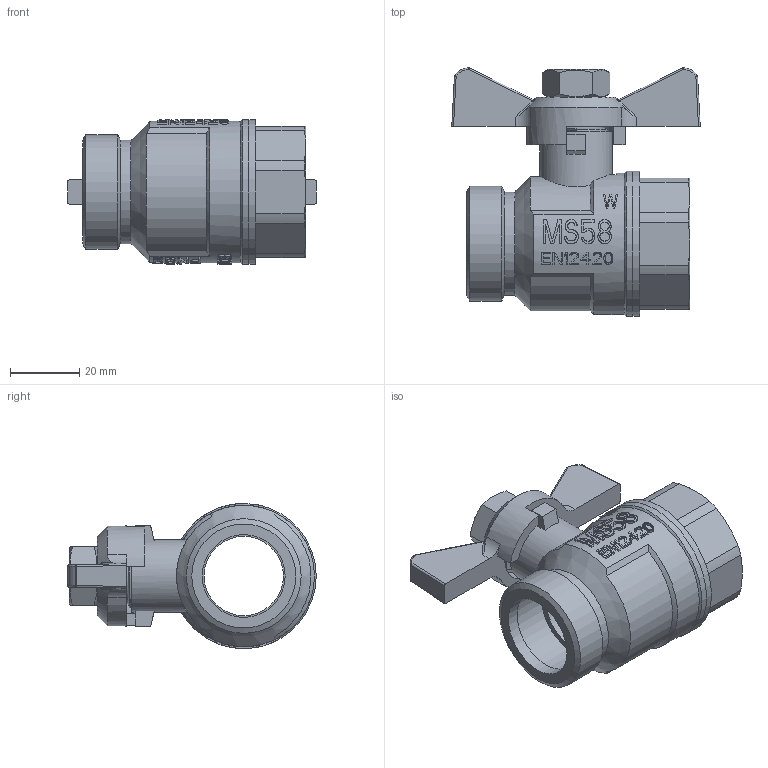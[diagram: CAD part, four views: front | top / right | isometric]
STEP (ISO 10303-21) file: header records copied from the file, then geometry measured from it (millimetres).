
FILE_DESCRIPTION(/* description */ ('Unknown'),/* implementation_level */ '2;1');
FILE_NAME(/* name */ '707-66',/* time_stamp */ '2022-06-30T12:40:00+02:00',/* author */ ('Unknown'),/* organization */ ('Unknown'),/* preprocessor_version */ 'ST-DEVELOPER v16.7',/* originating_system */ 'Solid Edge',/* authorisation */ 'Unknown');
FILE_SCHEMA (('AUTOMOTIVE_DESIGN {1 0 10303 214 3 1 1}'));
Length unit declared in the file: millimetre
Products named in the file (7): 707-66; Spindel; Fl_gelgriff-1; M10-1-Mutter-al.g.; Stopfbuchse; 707-66_Körper; 707-66_Einschraubteil
Assembly tree (6 placements, depth 2):
  707-66
    Spindel
    Fl_gelgriff-1
    M10-1-Mutter-al.g.
    Stopfbuchse
    707-66_Körper
    707-66_Einschraubteil
Bounding box: 72 x 72 x 42 mm (x, y, z)
Volume: 42092 mm3; surface area: 30615.8 mm2
Topology: 6 solids, 6 shells, 1037 faces, 2915 edges, 1941 vertices
Faces by surface type: plane 823, cylinder 125, bspline 51, cone 30, sphere 8
Full cylindrical faces by diameter (mm): 8.5 x1, 8.8 x1, 12 x3, 12.1 x1, 14 x1, 14.5 x1, 16 x2, 21 x1, 22.5 x1, 23 x2, 24 x1, 26.5 x1, 30 x1, 30.291 x2, 31 x2, 33.249 x1, 35.5 x1, 37 x4, 37.4 x1, 41 x1, 42 x2
Entity records: 43330 total; most frequent: CARTESIAN_POINT 9967, DIRECTION 5960, ORIENTED_EDGE 5684, EDGE_CURVE 2842, AXIS2_PLACEMENT_3D 2394, VERTEX_POINT 1921, LINE 1172, VECTOR 1172
